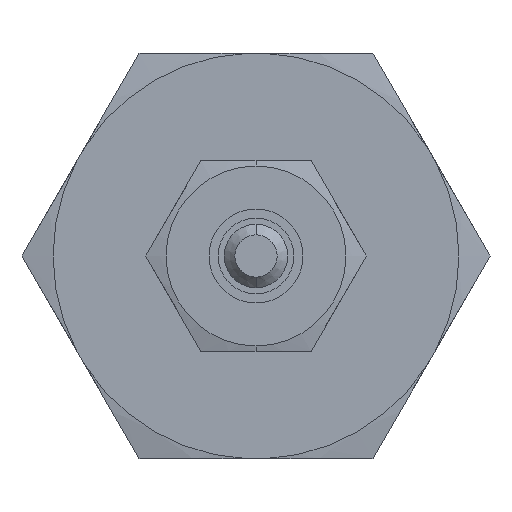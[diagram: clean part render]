
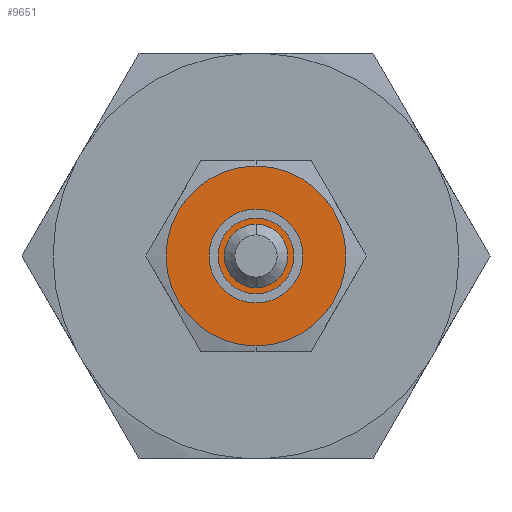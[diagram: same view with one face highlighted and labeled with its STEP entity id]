
A CAD part, left-side view. The second image highlights one B-rep face of the part: STEP entity #9651.
In plain terms, the highlighted planar face has unit normal (-1, 0, 0).
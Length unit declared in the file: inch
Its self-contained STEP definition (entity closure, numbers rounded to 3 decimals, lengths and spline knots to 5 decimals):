
#187 = CARTESIAN_POINT ( 'NONE',  ( 0., 0., -0.14854 ) ) ;
#2268 = DIRECTION ( 'NONE',  ( 0., 0., -1. ) ) ;
#2269 = DIRECTION ( 'NONE',  ( 1., 0., 0. ) ) ;
#2270 = CARTESIAN_POINT ( 'NONE',  ( 0., 0.18187, 0. ) ) ;
#2271 = AXIS2_PLACEMENT_3D ( 'NONE', #2270, #2269, #2268 ) ;
#2272 = PLANE ( 'NONE',  #2271 ) ;
#2343 = DIRECTION ( 'NONE',  ( 0., 0., 1. ) ) ;
#2344 = DIRECTION ( 'NONE',  ( -1., 0., 0. ) ) ;
#2345 = AXIS2_PLACEMENT_3D ( 'NONE', #2348, #2344, #2343 ) ;
#2347 = FACE_BOUND ( 'NONE', #9646, .T. ) ;
#2348 = CARTESIAN_POINT ( 'NONE',  ( 0., 0., 0. ) ) ;
#2349 = CIRCLE ( 'NONE', #2345, 0.14854 ) ;
#2353 = FACE_OUTER_BOUND ( 'NONE', #9652, .T. ) ;
#7929 = CARTESIAN_POINT ( 'NONE',  ( 0., 0., 0.14854 ) ) ;
#9300 = CARTESIAN_POINT ( 'NONE',  ( 0., 0., 0.0525 ) ) ;
#9535 = ORIENTED_EDGE ( 'NONE', *, *, #9536, .F. ) ;
#9536 = EDGE_CURVE ( 'NONE', #11669, #11588, #12372, .T. ) ;
#9547 = ORIENTED_EDGE ( 'NONE', *, *, #11056, .T. ) ;
#9611 = ORIENTED_EDGE ( 'NONE', *, *, #11668, .F. ) ;
#9638 = ORIENTED_EDGE ( 'NONE', *, *, #9639, .T. ) ;
#9639 = EDGE_CURVE ( 'NONE', #11144, #11171, #2349, .T. ) ;
#9646 = EDGE_LOOP ( 'NONE', ( #9535, #9611 ) ) ;
#9651 = ADVANCED_FACE ( 'NONE', ( #2353, #2347 ), #2272, .F. ) ;
#9652 = EDGE_LOOP ( 'NONE', ( #9547, #9638 ) ) ;
#11056 = EDGE_CURVE ( 'NONE', #11171, #11144, #12480, .T. ) ;
#11144 = VERTEX_POINT ( 'NONE', #187 ) ;
#11171 = VERTEX_POINT ( 'NONE', #7929 ) ;
#11588 = VERTEX_POINT ( 'NONE', #9300 ) ;
#11668 = EDGE_CURVE ( 'NONE', #11588, #11669, #12261, .T. ) ;
#11669 = VERTEX_POINT ( 'NONE', #12256 ) ;
#12256 = CARTESIAN_POINT ( 'NONE',  ( 0., 0., -0.0525 ) ) ;
#12257 = DIRECTION ( 'NONE',  ( 0., 0., -1. ) ) ;
#12258 = DIRECTION ( 'NONE',  ( -1., 0., 0. ) ) ;
#12259 = CARTESIAN_POINT ( 'NONE',  ( 0., 0., 0. ) ) ;
#12260 = AXIS2_PLACEMENT_3D ( 'NONE', #12259, #12258, #12257 ) ;
#12261 = CIRCLE ( 'NONE', #12260, 0.0525 ) ;
#12369 = AXIS2_PLACEMENT_3D ( 'NONE', #12379, #12373, #12371 ) ;
#12371 = DIRECTION ( 'NONE',  ( 0., 0., -1. ) ) ;
#12372 = CIRCLE ( 'NONE', #12369, 0.0525 ) ;
#12373 = DIRECTION ( 'NONE',  ( -1., 0., 0. ) ) ;
#12379 = CARTESIAN_POINT ( 'NONE',  ( 0., 0., 0. ) ) ;
#12429 = DIRECTION ( 'NONE',  ( 0., 0., 1. ) ) ;
#12477 = DIRECTION ( 'NONE',  ( -1., 0., 0. ) ) ;
#12478 = CARTESIAN_POINT ( 'NONE',  ( 0., 0., 0. ) ) ;
#12479 = AXIS2_PLACEMENT_3D ( 'NONE', #12478, #12477, #12429 ) ;
#12480 = CIRCLE ( 'NONE', #12479, 0.14854 ) ;
